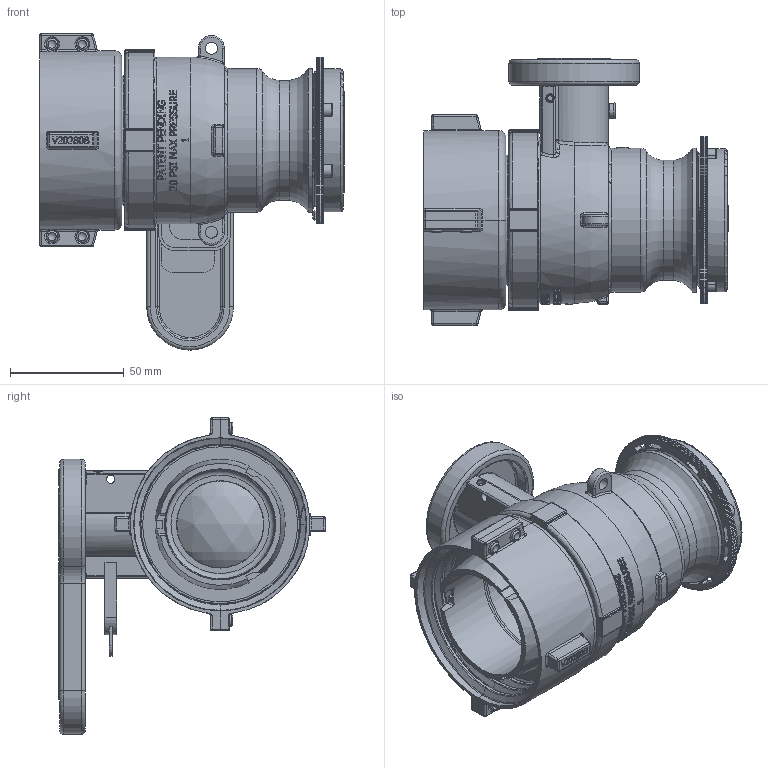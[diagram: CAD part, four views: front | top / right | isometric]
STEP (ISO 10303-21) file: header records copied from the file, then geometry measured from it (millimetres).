
FILE_DESCRIPTION(/* description */ ('SCHUTZ 2"QD ALIGNMENT VALVE W/SEAL'),/* implementation_level */ '2;1');
FILE_NAME(/* name */ 'WSF210FSAV.stp',/* time_stamp */ '2018-07-13T10:26:58-04:00',/* author */ ('ALR'),/* organization */ (''),/* preprocessor_version */ 'ST-DEVELOPER v16.13',/* originating_system */ 'Autodesk Inventor 2018',/* authorisation */ '');
FILE_SCHEMA (('AUTOMOTIVE_DESIGN { 1 0 10303 214 3 1 1 }'));
Products named in the file (20): WSF210FSAV; VS20209; 211FPTX; 050DECAL; C25PFSLE113; WSF20264; WSF20264X; V20280A; V20280B; W20284GV; WS20002; WS20153; WS20255T; WS20255; V20255BX; WS20284R1; WS20284R1X; WS20258; WS20163; VL1005
Assembly tree (21 placements, depth 4):
  WSF210FSAV
    VS20209
    211FPTX
    050DECAL
    C25PFSLE113
    WSF20264
      WSF20264X
      WS20258
    V20280A
    V20280B
    W20284GV
    WS20002
    WS20153
    WS20255T
      WS20255
        V20255BX
    WS20284R1
      WS20284R1X
      WS20258
    WS20163  x2
    VL1005
Bounding box: 133.65 x 117.17 x 138.81 mm (x, y, z)
Volume: 330137.1 mm3; surface area: 171544.9 mm2
Topology: 17 solids, 17 shells, 4820 faces, 13116 edges, 8567 vertices
Faces by surface type: plane 2534, cylinder 1007, bspline 999, torus 149, cone 75, sphere 56
Full cylindrical faces by diameter (mm): 1.93 x1, 3.175 x2, 3.251 x1, 3.683 x2, 3.962 x1, 4.775 x2, 5.08 x4, 5.258 x2, 5.283 x4, 6.35 x4, 6.528 x4, 7.925 x1, 18.161 x1, 18.288 x1, 22.225 x3, 23.495 x1, 24.079 x1, 30.226 x1, 30.988 x1, 38.1 x4, 38.354 x1, 42.875 x1, 43.091 x1, 43.129 x1, 43.18 x2, 47.752 x1, 48.514 x1, 48.768 x1, 50.292 x1, 52.578 x1
Entity records: 168036 total; most frequent: CARTESIAN_POINT 50185, ORIENTED_EDGE 25694, DIRECTION 21464, EDGE_CURVE 12847, VERTEX_POINT 8512, LINE 7990, VECTOR 7990, AXIS2_PLACEMENT_3D 6737
